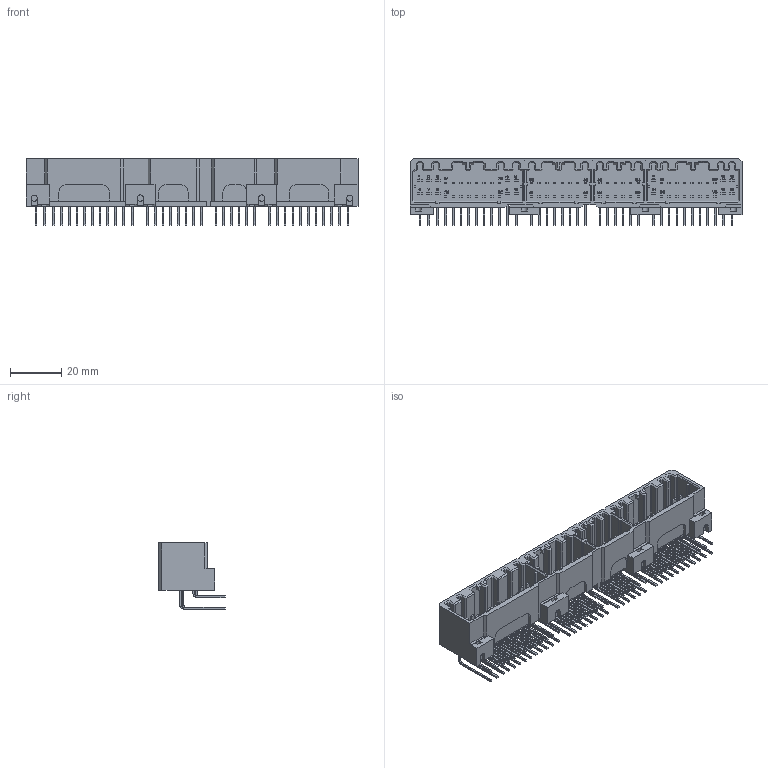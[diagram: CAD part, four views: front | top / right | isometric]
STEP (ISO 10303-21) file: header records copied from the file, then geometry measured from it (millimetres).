
FILE_DESCRIPTION((''),'2;1');
FILE_NAME('C-0178780-09-3','2007-09-06T',('workeradm'),('Tyco Electronics Corporation'),'PRO/ENGINEER BY PARAMETRIC TECHNOLOGY CORPORATION, 2005450','PRO/ENGINEER BY PARAMETRIC TECHNOLOGY CORPORATION, 2005450','');
FILE_SCHEMA(('CONFIG_CONTROL_DESIGN', 'GEOMETRIC_VALIDATION_PROPERTIES_MIM'));
Products named in the file (1): C-0178780-09-3
Bounding box: 129.7 x 25.9 x 25.82 mm (x, y, z)
Volume: 21961 mm3; surface area: 23960 mm2
Topology: 1 solids, 1 shells, 3595 faces, 9896 edges, 6525 vertices
Faces by surface type: plane 3423, cylinder 172
Entity records: 112039 total; most frequent: CARTESIAN_POINT 20017, ORIENTED_EDGE 19792, DIRECTION 17430, EDGE_CURVE 9896, VECTOR 9552, LINE 9552, VERTEX_POINT 6525, AXIS2_PLACEMENT_3D 3939
